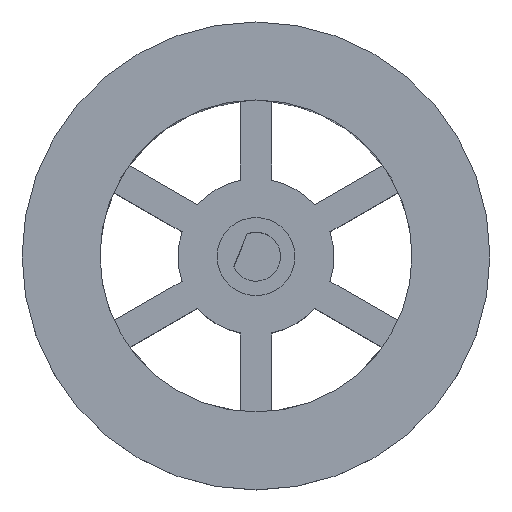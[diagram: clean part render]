
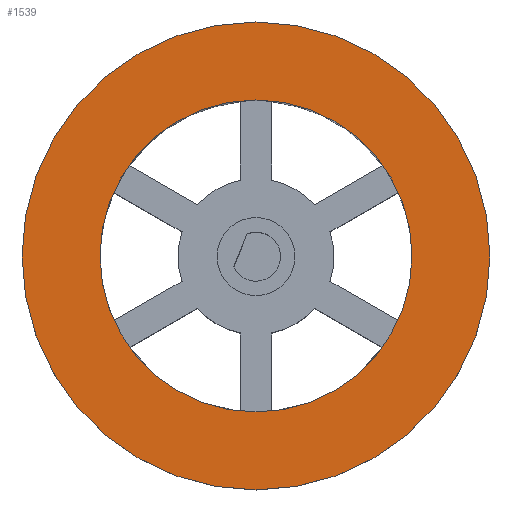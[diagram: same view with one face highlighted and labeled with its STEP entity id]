
A CAD part, top view. The second image highlights one B-rep face of the part: STEP entity #1539.
In plain terms, the highlighted planar face has unit normal (0, 0, 1).
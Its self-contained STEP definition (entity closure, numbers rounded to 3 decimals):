
#61=FACE_BOUND('',#299,.T.);
#115=CIRCLE('',#1682,10.);
#116=CIRCLE('',#1702,15.);
#211=FACE_OUTER_BOUND('',#298,.T.);
#298=EDGE_LOOP('',(#1410));
#299=EDGE_LOOP('',(#1411));
#729=VERTEX_POINT('',#2585);
#730=VERTEX_POINT('',#2620);
#941=EDGE_CURVE('',#729,#729,#115,.T.);
#957=EDGE_CURVE('',#730,#730,#116,.T.);
#1410=ORIENTED_EDGE('',*,*,#957,.F.);
#1411=ORIENTED_EDGE('',*,*,#941,.T.);
#1464=PLANE('',#1703);
#1539=ADVANCED_FACE('',(#211,#61),#1464,.F.);
#1682=AXIS2_PLACEMENT_3D('',#2586,#2087,#2088);
#1702=AXIS2_PLACEMENT_3D('',#2622,#2142,#2143);
#1703=AXIS2_PLACEMENT_3D('',#2623,#2144,#2145);
#2087=DIRECTION('center_axis',(0.,0.,-1.));
#2088=DIRECTION('ref_axis',(1.,0.,0.));
#2142=DIRECTION('center_axis',(0.,0.,-1.));
#2143=DIRECTION('ref_axis',(1.,0.,0.));
#2144=DIRECTION('center_axis',(0.,0.,-1.));
#2145=DIRECTION('ref_axis',(1.,0.,0.));
#2585=CARTESIAN_POINT('',(10.,0.,0.));
#2586=CARTESIAN_POINT('Origin',(0.,0.,0.));
#2620=CARTESIAN_POINT('',(-15.,0.,0.));
#2622=CARTESIAN_POINT('Origin',(0.,0.,0.));
#2623=CARTESIAN_POINT('Origin',(0.,0.,0.));
